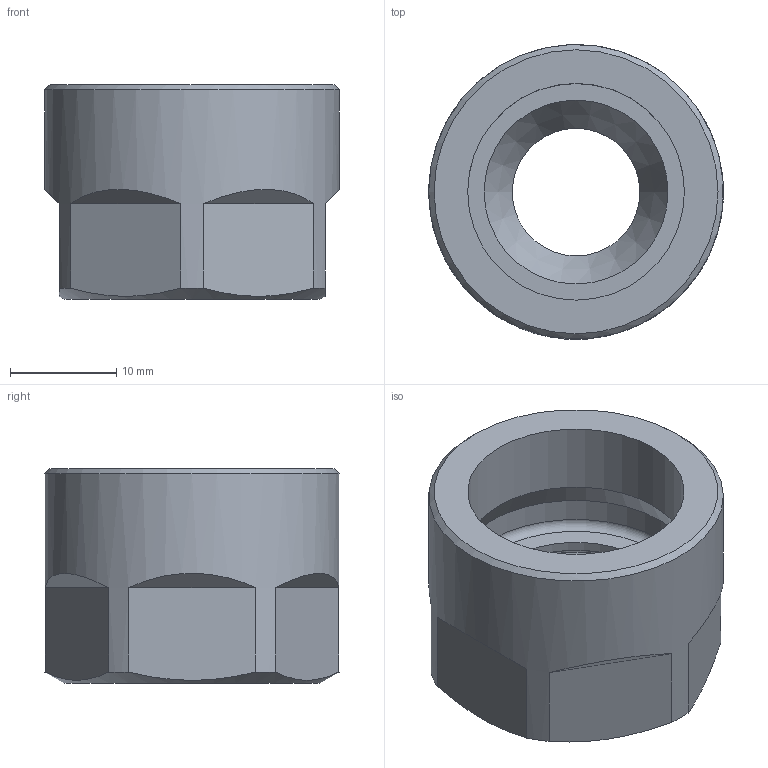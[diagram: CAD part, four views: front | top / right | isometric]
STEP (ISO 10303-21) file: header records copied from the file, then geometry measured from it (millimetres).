
FILE_DESCRIPTION(/* description */ (''),/* implementation_level */ '2;1');
FILE_NAME(/* name */ '341630000.stp',/* time_stamp */ '2022-09-22T15:34:09',/* author */ ('Ratnasingam Jekanthan'),/* organization */ ('REGO-FIX'),/* preprocessor_version */ ' Unknown',/* originating_system */ 'SIEMENS PLM Software Solid Edge ST10',/* authorization */ 'Unknown');
FILE_SCHEMA (('AUTOMOTIVE_DESIGN { 1 0 10303 214 2 1 1}'));
Length unit declared in the file: millimetre
Products named in the file (1): NOCUT
Bounding box: 27.69 x 27.69 x 20.2 mm (x, y, z)
Volume: 5983 mm3; surface area: 3747.1 mm2
Topology: 1 solids, 1 shells, 26 faces, 66 edges, 43 vertices
Faces by surface type: plane 15, cylinder 5, cone 4, torus 2
Full cylindrical faces by diameter (mm): 12 x1, 17.287 x1, 20.376 x1, 22.5 x1, 27.7 x1
Entity records: 919 total; most frequent: CARTESIAN_POINT 140, DIRECTION 128, ORIENTED_EDGE 98, AXIS2_PLACEMENT_3D 55, EDGE_CURVE 49, EDGE_LOOP 40, FACE_BOUND 40, VERTEX_POINT 37
